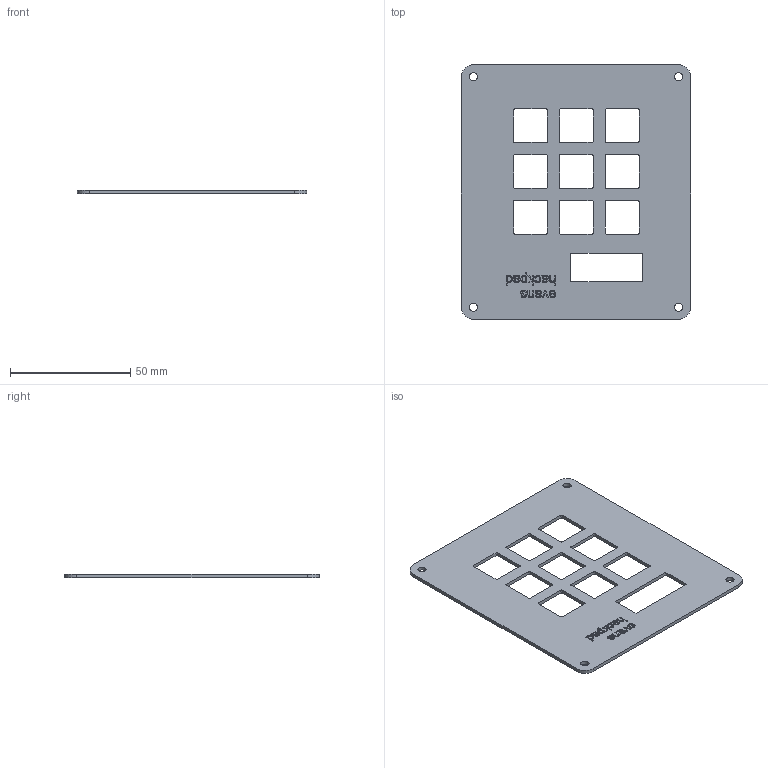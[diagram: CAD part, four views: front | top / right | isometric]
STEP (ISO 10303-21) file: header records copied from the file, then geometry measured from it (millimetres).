
FILE_DESCRIPTION(/* description */ (''),/* implementation_level */ '2;1');
FILE_NAME(/* name */ 'lid for hackpad.step',/* time_stamp */ '2026-01-10T11:12:14Z',/* author */ (''),/* organization */ (''),/* preprocessor_version */ 'ST-DEVELOPER v20.1',/* originating_system */ 'Autodesk Translation Framework v14.21.0.0',/* authorisation */ '');
FILE_SCHEMA (('AUTOMOTIVE_DESIGN { 1 0 10303 214 3 1 1 }'));
Length unit declared in the file: millimetre
Products named in the file (1): lid for hackpad
Bounding box: 95.14 x 105.64 x 1.5 mm (x, y, z)
Volume: 11804.6 mm3; surface area: 17315.1 mm2
Topology: 1 solids, 1 shells, 392 faces, 1116 edges, 744 vertices
Faces by surface type: bspline 220, plane 128, cylinder 44
Full cylindrical faces by diameter (mm): 3.4 x4
Entity records: 14857 total; most frequent: CARTESIAN_POINT 5993, ORIENTED_EDGE 2232, EDGE_CURVE 1116, DIRECTION 1110, VERTEX_POINT 744, LINE 588, VECTOR 588, B_SPLINE_CURVE_WITH_KNOTS 440
